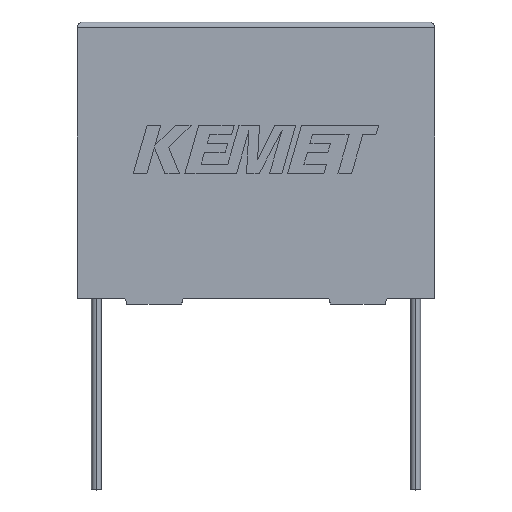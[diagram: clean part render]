
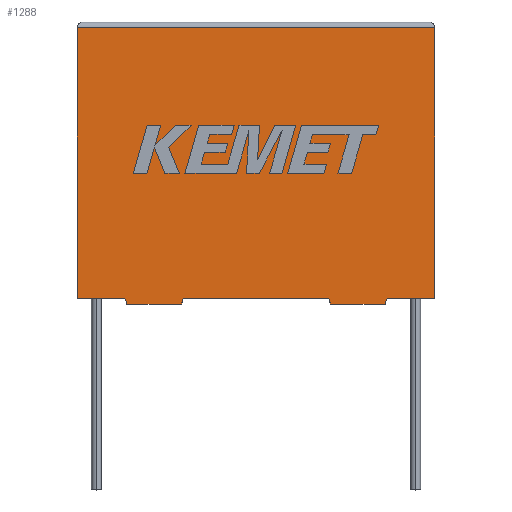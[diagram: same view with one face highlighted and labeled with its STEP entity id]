
A CAD part, top view. The second image highlights one B-rep face of the part: STEP entity #1288.
In plain terms, the highlighted planar face has unit normal (0, 0, 1).
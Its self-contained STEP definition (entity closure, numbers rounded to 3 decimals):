
#35 = DIRECTION ( 'NONE',  ( 1., 0., 0. ) ) ;
#48 = VERTEX_POINT ( 'NONE', #572 ) ;
#70 = CARTESIAN_POINT ( 'NONE',  ( 26.536, -0.5, 12.3 ) ) ;
#99 = DIRECTION ( 'NONE',  ( -0.287, -0.958, 0. ) ) ;
#130 = LINE ( 'NONE', #2678, #2833 ) ;
#170 = EDGE_CURVE ( 'NONE', #529, #2726, #2800, .T. ) ;
#252 = CARTESIAN_POINT ( 'NONE',  ( 0., 0., 12.3 ) ) ;
#274 = DIRECTION ( 'NONE',  ( -1., 0., 0. ) ) ;
#341 = DIRECTION ( 'NONE',  ( -1., 0., 0. ) ) ;
#345 = CARTESIAN_POINT ( 'NONE',  ( 26.686, 0., 12.3 ) ) ;
#377 = ORIENTED_EDGE ( 'NONE', *, *, #1639, .T. ) ;
#392 = CARTESIAN_POINT ( 'NONE',  ( 21.824, -0.5, 12.3 ) ) ;
#433 = LINE ( 'NONE', #1782, #1166 ) ;
#476 = CARTESIAN_POINT ( 'NONE',  ( 30.8, 0., 12.3 ) ) ;
#491 = VERTEX_POINT ( 'NONE', #3191 ) ;
#529 = VERTEX_POINT ( 'NONE', #476 ) ;
#546 = LINE ( 'NONE', #1719, #950 ) ;
#561 = ORIENTED_EDGE ( 'NONE', *, *, #710, .T. ) ;
#572 = CARTESIAN_POINT ( 'NONE',  ( 4.264, -0.5, 12.3 ) ) ;
#615 = AXIS2_PLACEMENT_3D ( 'NONE', #1324, #2017, #341 ) ;
#675 = CARTESIAN_POINT ( 'NONE',  ( 4.264, -0.5, 12.3 ) ) ;
#686 = DIRECTION ( 'NONE',  ( 1., 0., 0. ) ) ;
#710 = EDGE_CURVE ( 'NONE', #1388, #491, #433, .T. ) ;
#784 = DIRECTION ( 'NONE',  ( 0.287, 0.958, 0. ) ) ;
#796 = DIRECTION ( 'NONE',  ( 0.287, -0.958, 0. ) ) ;
#799 = EDGE_CURVE ( 'NONE', #1661, #48, #2265, .T. ) ;
#876 = CARTESIAN_POINT ( 'NONE',  ( 0., 0., 12.3 ) ) ;
#887 = CARTESIAN_POINT ( 'NONE',  ( 30.8, 0., 12.3 ) ) ;
#950 = VECTOR ( 'NONE', #274, 1000. ) ;
#953 = EDGE_CURVE ( 'NONE', #48, #1388, #2841, .T. ) ;
#1071 = VERTEX_POINT ( 'NONE', #2912 ) ;
#1121 = EDGE_CURVE ( 'NONE', #2726, #1468, #1902, .T. ) ;
#1131 = DIRECTION ( 'NONE',  ( 0., 1., 0. ) ) ;
#1147 = DIRECTION ( 'NONE',  ( 1., 0., 0. ) ) ;
#1166 = VECTOR ( 'NONE', #784, 1000. ) ;
#1216 = DIRECTION ( 'NONE',  ( -1., 0., 0. ) ) ;
#1260 = LINE ( 'NONE', #252, #2350 ) ;
#1288 = ADVANCED_FACE ( 'NONE', ( #1632 ), #1540, .F. ) ;
#1314 = VERTEX_POINT ( 'NONE', #70 ) ;
#1324 = CARTESIAN_POINT ( 'NONE',  ( 0., 0., 12.3 ) ) ;
#1363 = VECTOR ( 'NONE', #2380, 1000. ) ;
#1388 = VERTEX_POINT ( 'NONE', #2087 ) ;
#1468 = VERTEX_POINT ( 'NONE', #3081 ) ;
#1474 = DIRECTION ( 'NONE',  ( 0., -1., 0. ) ) ;
#1485 = LINE ( 'NONE', #2998, #2930 ) ;
#1527 = ORIENTED_EDGE ( 'NONE', *, *, #2416, .F. ) ;
#1528 = ORIENTED_EDGE ( 'NONE', *, *, #1756, .F. ) ;
#1540 = PLANE ( 'NONE',  #615 ) ;
#1602 = CARTESIAN_POINT ( 'NONE',  ( 21.674, 0., 12.3 ) ) ;
#1615 = LINE ( 'NONE', #876, #2108 ) ;
#1632 = FACE_OUTER_BOUND ( 'NONE', #2768, .T. ) ;
#1639 = EDGE_CURVE ( 'NONE', #1742, #529, #130, .T. ) ;
#1661 = VERTEX_POINT ( 'NONE', #1684 ) ;
#1684 = CARTESIAN_POINT ( 'NONE',  ( 4.114, 0., 12.3 ) ) ;
#1686 = ORIENTED_EDGE ( 'NONE', *, *, #2996, .T. ) ;
#1711 = ORIENTED_EDGE ( 'NONE', *, *, #1121, .T. ) ;
#1719 = CARTESIAN_POINT ( 'NONE',  ( 26.536, -0.5, 12.3 ) ) ;
#1734 = EDGE_CURVE ( 'NONE', #1468, #1071, #1485, .T. ) ;
#1742 = VERTEX_POINT ( 'NONE', #3230 ) ;
#1756 = EDGE_CURVE ( 'NONE', #1314, #3140, #546, .T. ) ;
#1768 = CARTESIAN_POINT ( 'NONE',  ( 21.824, -0.5, 12.3 ) ) ;
#1782 = CARTESIAN_POINT ( 'NONE',  ( 8.976, -0.5, 12.3 ) ) ;
#1820 = ORIENTED_EDGE ( 'NONE', *, *, #3058, .F. ) ;
#1840 = ORIENTED_EDGE ( 'NONE', *, *, #799, .T. ) ;
#1893 = VECTOR ( 'NONE', #99, 1000. ) ;
#1902 = LINE ( 'NONE', #2687, #3186 ) ;
#1959 = LINE ( 'NONE', #392, #1363 ) ;
#2017 = DIRECTION ( 'NONE',  ( 0., 0., -1. ) ) ;
#2020 = VECTOR ( 'NONE', #1131, 1000. ) ;
#2087 = CARTESIAN_POINT ( 'NONE',  ( 8.976, -0.5, 12.3 ) ) ;
#2091 = ORIENTED_EDGE ( 'NONE', *, *, #953, .T. ) ;
#2108 = VECTOR ( 'NONE', #1147, 1000. ) ;
#2175 = VECTOR ( 'NONE', #686, 1000. ) ;
#2254 = EDGE_CURVE ( 'NONE', #491, #2845, #1260, .T. ) ;
#2255 = CARTESIAN_POINT ( 'NONE',  ( 4.114, 0., 12.3 ) ) ;
#2265 = LINE ( 'NONE', #2255, #3242 ) ;
#2273 = LINE ( 'NONE', #345, #1893 ) ;
#2350 = VECTOR ( 'NONE', #35, 1000. ) ;
#2380 = DIRECTION ( 'NONE',  ( -0.287, 0.958, 0. ) ) ;
#2416 = EDGE_CURVE ( 'NONE', #1742, #1314, #2273, .T. ) ;
#2420 = ORIENTED_EDGE ( 'NONE', *, *, #2254, .T. ) ;
#2678 = CARTESIAN_POINT ( 'NONE',  ( 0., 0., 12.3 ) ) ;
#2687 = CARTESIAN_POINT ( 'NONE',  ( 0., 23.3, 12.3 ) ) ;
#2726 = VERTEX_POINT ( 'NONE', #2909 ) ;
#2768 = EDGE_LOOP ( 'NONE', ( #3021, #1711, #3101, #1686, #1840, #2091, #561, #2420, #1820, #1528, #1527, #377 ) ) ;
#2800 = LINE ( 'NONE', #887, #2020 ) ;
#2833 = VECTOR ( 'NONE', #2928, 1000. ) ;
#2841 = LINE ( 'NONE', #675, #2175 ) ;
#2845 = VERTEX_POINT ( 'NONE', #1602 ) ;
#2909 = CARTESIAN_POINT ( 'NONE',  ( 30.8, 23.3, 12.3 ) ) ;
#2912 = CARTESIAN_POINT ( 'NONE',  ( 0., 0., 12.3 ) ) ;
#2928 = DIRECTION ( 'NONE',  ( 1., 0., 0. ) ) ;
#2930 = VECTOR ( 'NONE', #1474, 1000. ) ;
#2996 = EDGE_CURVE ( 'NONE', #1071, #1661, #1615, .T. ) ;
#2998 = CARTESIAN_POINT ( 'NONE',  ( 0., 0., 12.3 ) ) ;
#3021 = ORIENTED_EDGE ( 'NONE', *, *, #170, .T. ) ;
#3058 = EDGE_CURVE ( 'NONE', #3140, #2845, #1959, .T. ) ;
#3081 = CARTESIAN_POINT ( 'NONE',  ( 0., 23.3, 12.3 ) ) ;
#3101 = ORIENTED_EDGE ( 'NONE', *, *, #1734, .T. ) ;
#3140 = VERTEX_POINT ( 'NONE', #1768 ) ;
#3186 = VECTOR ( 'NONE', #1216, 1000. ) ;
#3191 = CARTESIAN_POINT ( 'NONE',  ( 9.126, 0., 12.3 ) ) ;
#3230 = CARTESIAN_POINT ( 'NONE',  ( 26.686, 0., 12.3 ) ) ;
#3242 = VECTOR ( 'NONE', #796, 1000. ) ;
